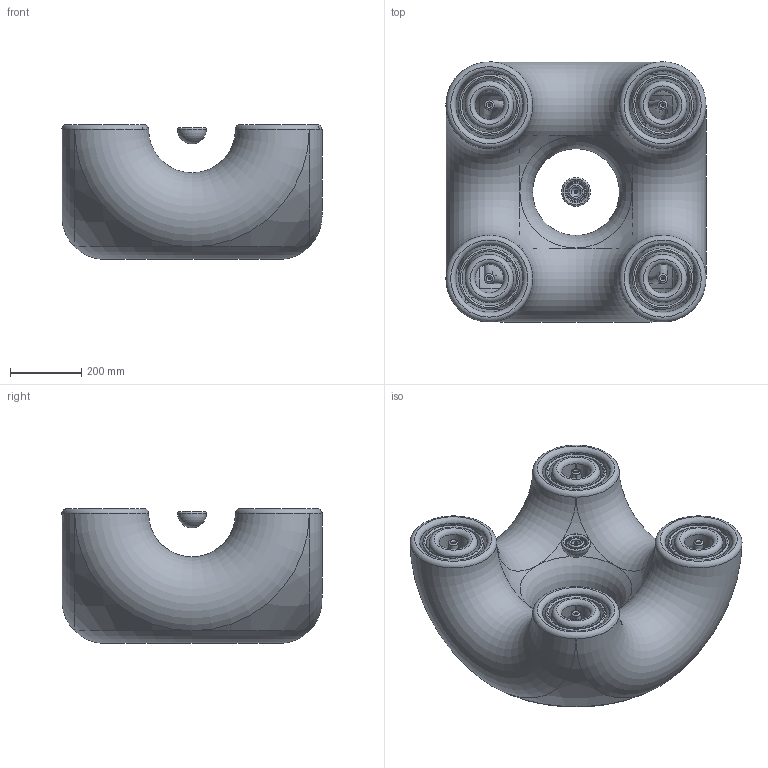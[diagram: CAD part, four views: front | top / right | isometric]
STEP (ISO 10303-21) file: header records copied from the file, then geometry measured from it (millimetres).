
FILE_DESCRIPTION (( 'STEP AP214' ), '1' );
FILE_NAME ('P?T?.T?PDL?.?????????????????????N???????????????????N???????N??????????????N???????N???????????????????N????????????????????.SLDPRT.STEP', '2021-12-02T11:22:12', ( ' ' ), ( '' ), 'SwSTEP 2.0', 'SolidWorks 2020', '' );
FILE_SCHEMA (( 'AUTOMOTIVE_DESIGN' ));
Length unit declared in the file: millimetre
Products named in the file (1): P?T?.T?PDL?.?????????????????????N???????????????????N???????N??????????????N???????N???????????????????N????????????????????.SLDPRT
Bounding box: 728.8 x 728.62 x 377.64 mm (x, y, z)
Volume: 77720454.9 mm3; surface area: 8047958.1 mm2
Topology: 10 solids, 10 shells, 171 faces, 444 edges, 232 vertices
Faces by surface type: sphere 86, torus 85
Entity records: 4507 total; most frequent: DIRECTION 978, CARTESIAN_POINT 662, ORIENTED_EDGE 634, AXIS2_PLACEMENT_3D 489, CIRCLE 317, EDGE_CURVE 317, FACE_OUTER_BOUND 220, EDGE_LOOP 220
